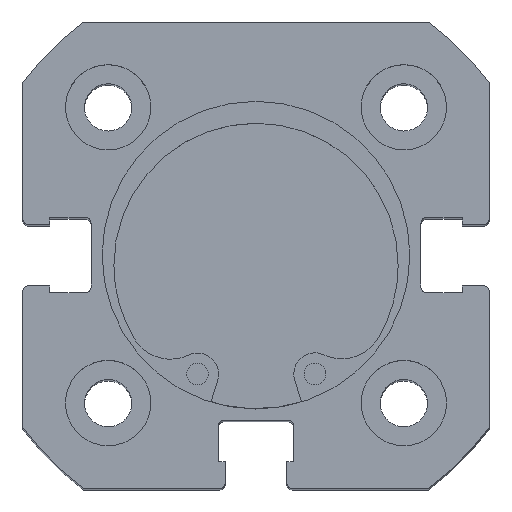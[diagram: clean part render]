
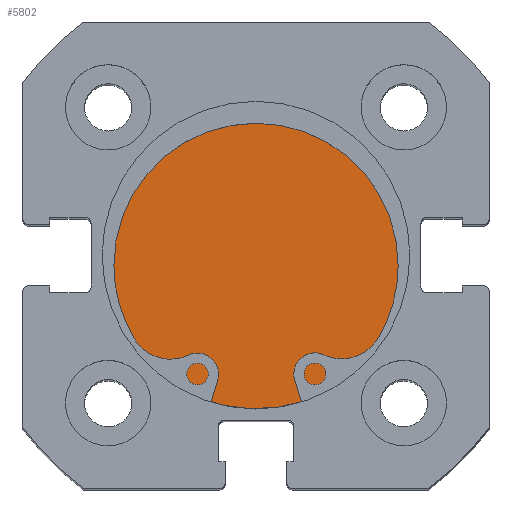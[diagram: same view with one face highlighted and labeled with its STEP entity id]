
A CAD part, top view. The second image highlights one B-rep face of the part: STEP entity #5802.
In plain terms, the highlighted face is planar.
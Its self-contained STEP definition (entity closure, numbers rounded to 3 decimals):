
#224 = CARTESIAN_POINT ( 'NONE',  ( 6., 0., 0. ) ) ;
#230 = DIRECTION ( 'NONE',  ( -1., 0., 0. ) ) ;
#231 = DIRECTION ( 'NONE',  ( 0., 0., 1. ) ) ;
#1106 = EDGE_CURVE ( 'NONE', #5569, #5567, #2861, .T. ) ;
#1115 = EDGE_CURVE ( 'NONE', #5567, #5569, #2875, .T. ) ;
#1416 = AXIS2_PLACEMENT_3D ( 'NONE', #224, #230, #231 ) ;
#1419 = AXIS2_PLACEMENT_3D ( 'NONE', #3398, #3400, #3401 ) ;
#1712 = AXIS2_PLACEMENT_3D ( 'NONE', #5367, #5370, #5371 ) ;
#1890 = EDGE_LOOP ( 'NONE', ( #2055, #2054 ) ) ;
#2054 = ORIENTED_EDGE ( 'NONE', *, *, #1115, .F. ) ;
#2055 = ORIENTED_EDGE ( 'NONE', *, *, #1106, .F. ) ;
#2861 = CIRCLE ( 'NONE', #1416, 13.5 ) ;
#2875 = CIRCLE ( 'NONE', #1419, 13.5 ) ;
#3398 = CARTESIAN_POINT ( 'NONE',  ( 6., 0., 0. ) ) ;
#3400 = DIRECTION ( 'NONE',  ( -1., 0., 0. ) ) ;
#3401 = DIRECTION ( 'NONE',  ( 0., 0., 1. ) ) ;
#4199 = CARTESIAN_POINT ( 'NONE',  ( 6., 0., -13.5 ) ) ;
#4202 = CARTESIAN_POINT ( 'NONE',  ( 6., 0., 13.5 ) ) ;
#5199 = FACE_OUTER_BOUND ( 'NONE', #1890, .T. ) ;
#5367 = CARTESIAN_POINT ( 'NONE',  ( 6., 13.5, 0. ) ) ;
#5368 = PLANE ( 'NONE',  #1712 ) ;
#5370 = DIRECTION ( 'NONE',  ( -1., 0., 0. ) ) ;
#5371 = DIRECTION ( 'NONE',  ( 0., 0., 1. ) ) ;
#5567 = VERTEX_POINT ( 'NONE', #4199 ) ;
#5569 = VERTEX_POINT ( 'NONE', #4202 ) ;
#5802 = ADVANCED_FACE ( 'NONE', ( #5199 ), #5368, .F. ) ;
